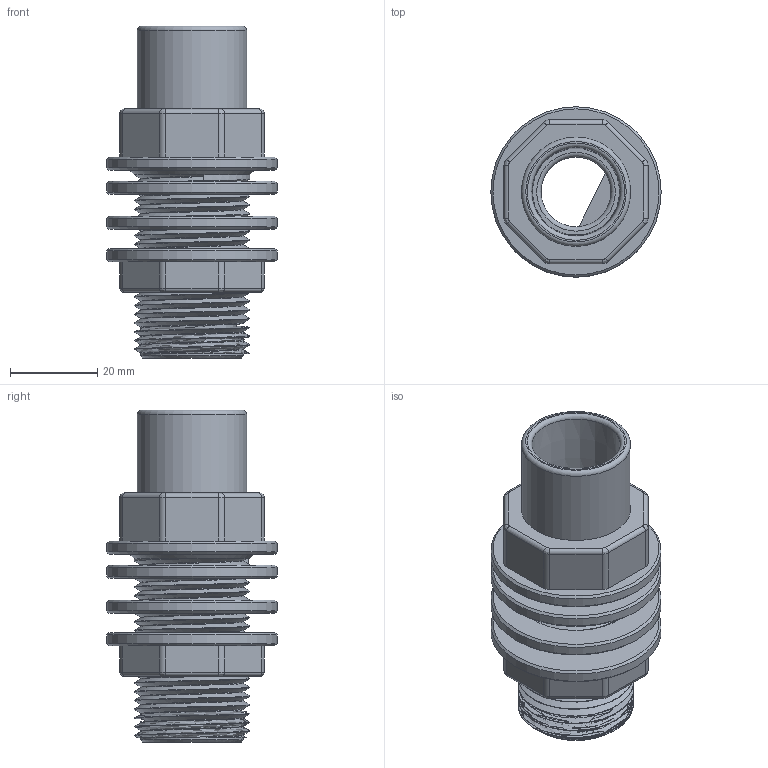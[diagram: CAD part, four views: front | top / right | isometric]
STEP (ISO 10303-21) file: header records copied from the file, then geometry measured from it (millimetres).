
FILE_DESCRIPTION(/* description */ (''),/* implementation_level */ '2;1');
FILE_NAME(/* name */ 'pvc tank connector 20÷25X20mm - 3÷4.stp',/* time_stamp */ '2023-05-13T09:57:26+08:00',/* author */ (''),/* organization */ (''),/* preprocessor_version */ 'ST-DEVELOPER v16',/* originating_system */ 'SIEMENS PLM Software NX 10.0',/* authorisation */ '');
FILE_SCHEMA (('AUTOMOTIVE_DESIGN { 1 0 10303 214 3 1 1 1 }'));
Length unit declared in the file: millimetre
Products named in the file (1): gelv1214D7C3klve
Bounding box: 39 x 39 x 76 mm (x, y, z)
Volume: 33132.3 mm3; surface area: 22499.7 mm2
Topology: 4 solids, 4 shells, 134 faces, 322 edges, 202 vertices
Faces by surface type: cylinder 64, plane 32, bspline 21, cone 13, torus 4
Full cylindrical faces by diameter (mm): 16 x1, 23.44 x21, 25 x1, 27 x2, 39 x4
Entity records: 10983 total; most frequent: CARTESIAN_POINT 8525, DIRECTION 517, ORIENTED_EDGE 452, EDGE_CURVE 226, AXIS2_PLACEMENT_3D 217, EDGE_LOOP 154, VERTEX_POINT 152, CIRCLE 123
